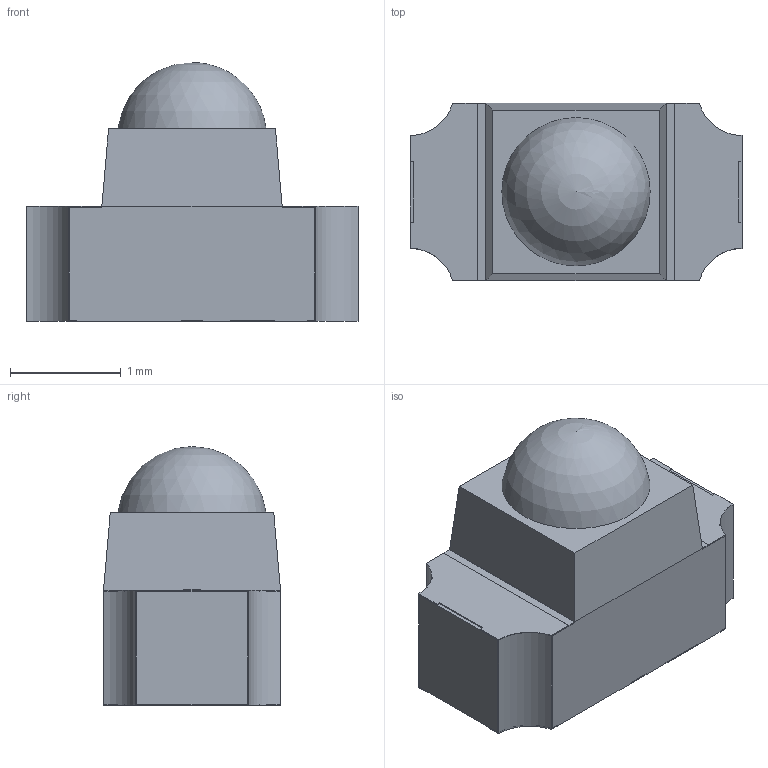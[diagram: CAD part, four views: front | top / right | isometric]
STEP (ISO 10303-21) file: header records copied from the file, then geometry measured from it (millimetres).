
FILE_DESCRIPTION(/* description */ ('Unknown'),/* implementation_level */ '2;1');
FILE_NAME(/* name */ '154110xxAxx70',/* time_stamp */ '2018-07-16T09:04:17+02:00',/* author */ ('Unknown'),/* organization */ ('Unknown'),/* preprocessor_version */ 'ST-DEVELOPER v16.7',/* originating_system */ 'DEX',/* authorisation */ $);
FILE_SCHEMA (('AUTOMOTIVE_DESIGN {1 0 10303 214 3 1 1}'));
Length unit declared in the file: millimetre
Products named in the file (4): 154110xxAxx70; Body; Pins; Dome
Assembly tree (3 placements, depth 2):
  154110xxAxx70
    Body
    Pins
    Dome
Bounding box: 3 x 1.6 x 2.34 mm (x, y, z)
Volume: 6.9 mm3; surface area: 42.6 mm2
Topology: 8 solids, 8 shells, 178 faces, 495 edges, 330 vertices
Faces by surface type: plane 165, cylinder 12, sphere 1
Entity records: 6312 total; most frequent: CARTESIAN_POINT 1004, ORIENTED_EDGE 986, DIRECTION 882, EDGE_CURVE 493, LINE 468, VECTOR 468, VERTEX_POINT 329, AXIS2_PLACEMENT_3D 207
